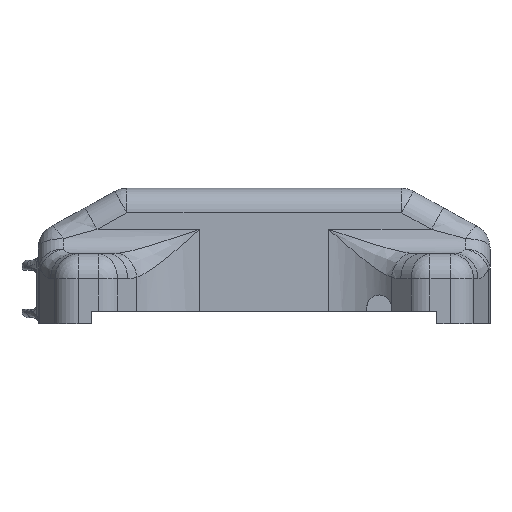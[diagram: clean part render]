
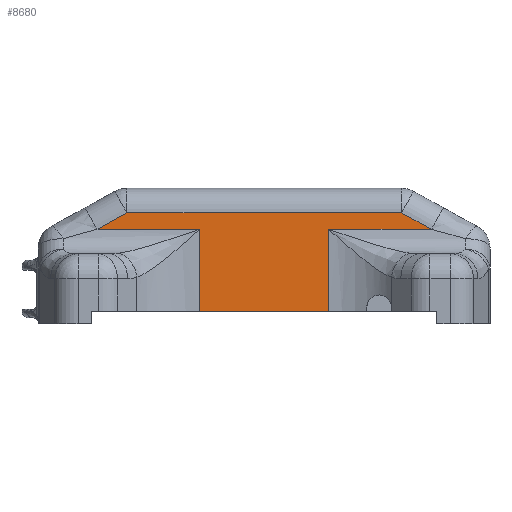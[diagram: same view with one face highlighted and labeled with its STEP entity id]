
A CAD part, front view. The second image highlights one B-rep face of the part: STEP entity #8680.
In plain terms, the highlighted planar face has unit normal (0, -1, 0).
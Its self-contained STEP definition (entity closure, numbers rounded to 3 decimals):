
#2179 = CARTESIAN_POINT ( 'NONE',  ( -17.5, -17.75, -3. ) ) ;
#2202 = DIRECTION ( 'NONE',  ( -1., 0., 0. ) ) ;
#2544 = ORIENTED_EDGE ( 'NONE', *, *, #13329, .T. ) ;
#2927 = CARTESIAN_POINT ( 'NONE',  ( 16.729, -17.75, -1. ) ) ;
#3388 = VERTEX_POINT ( 'NONE', #16385 ) ;
#3599 = CARTESIAN_POINT ( 'NONE',  ( 20.366, -17.75, -3. ) ) ;
#3783 = DIRECTION ( 'NONE',  ( 0., 0., 1. ) ) ;
#4343 = ORIENTED_EDGE ( 'NONE', *, *, #5069, .T. ) ;
#4362 = ORIENTED_EDGE ( 'NONE', *, *, #7423, .T. ) ;
#4566 = LINE ( 'NONE', #17201, #10209 ) ;
#4574 = VERTEX_POINT ( 'NONE', #9456 ) ;
#5069 = EDGE_CURVE ( 'NONE', #10595, #20826, #14097, .T. ) ;
#5233 = VECTOR ( 'NONE', #19364, 1000. ) ;
#5502 = DIRECTION ( 'NONE',  ( 0., 1., 0. ) ) ;
#5932 = EDGE_CURVE ( 'NONE', #9764, #3388, #9804, .T. ) ;
#5934 = ORIENTED_EDGE ( 'NONE', *, *, #19876, .F. ) ;
#6181 = EDGE_CURVE ( 'NONE', #12763, #9566, #22107, .T. ) ;
#6424 = ORIENTED_EDGE ( 'NONE', *, *, #5932, .T. ) ;
#7115 = ORIENTED_EDGE ( 'NONE', *, *, #20860, .T. ) ;
#7226 = PLANE ( 'NONE',  #7458 ) ;
#7230 = VERTEX_POINT ( 'NONE', #9987 ) ;
#7328 = DIRECTION ( 'NONE',  ( -0.876, 0., -0.482 ) ) ;
#7423 = EDGE_CURVE ( 'NONE', #20826, #12763, #20731, .T. ) ;
#7458 = AXIS2_PLACEMENT_3D ( 'NONE', #14028, #5502, #3783 ) ;
#7611 = VECTOR ( 'NONE', #21809, 1000. ) ;
#7852 = VECTOR ( 'NONE', #2202, 1000. ) ;
#8239 = VECTOR ( 'NONE', #21718, 1000. ) ;
#8570 = DIRECTION ( 'NONE',  ( -0.876, 0., 0.482 ) ) ;
#8680 = ADVANCED_FACE ( 'NONE', ( #10530 ), #7226, .F. ) ;
#8973 = CARTESIAN_POINT ( 'NONE',  ( -17.5, -17.75, -13. ) ) ;
#8995 = DIRECTION ( 'NONE',  ( 0., 0., -1. ) ) ;
#9031 = VECTOR ( 'NONE', #15976, 1000. ) ;
#9245 = CARTESIAN_POINT ( 'NONE',  ( -20.366, -17.75, -3. ) ) ;
#9456 = CARTESIAN_POINT ( 'NONE',  ( -7.837, -17.75, -13. ) ) ;
#9566 = VERTEX_POINT ( 'NONE', #17119 ) ;
#9764 = VERTEX_POINT ( 'NONE', #9245 ) ;
#9804 = LINE ( 'NONE', #2179, #5233 ) ;
#9987 = CARTESIAN_POINT ( 'NONE',  ( 7.837, -17.75, -13. ) ) ;
#10209 = VECTOR ( 'NONE', #7328, 1000. ) ;
#10530 = FACE_OUTER_BOUND ( 'NONE', #19930, .T. ) ;
#10595 = VERTEX_POINT ( 'NONE', #13822 ) ;
#11046 = CARTESIAN_POINT ( 'NONE',  ( 27.5, -17.75, -3. ) ) ;
#11297 = LINE ( 'NONE', #12438, #15553 ) ;
#11852 = CARTESIAN_POINT ( 'NONE',  ( 16.054, -17.75, -0.629 ) ) ;
#12438 = CARTESIAN_POINT ( 'NONE',  ( -7.837, -17.75, 2. ) ) ;
#12662 = LINE ( 'NONE', #8973, #7852 ) ;
#12763 = VERTEX_POINT ( 'NONE', #2927 ) ;
#13198 = VECTOR ( 'NONE', #8570, 1000. ) ;
#13313 = LINE ( 'NONE', #18405, #8239 ) ;
#13329 = EDGE_CURVE ( 'NONE', #7230, #10595, #13313, .T. ) ;
#13822 = CARTESIAN_POINT ( 'NONE',  ( 7.837, -17.75, -3. ) ) ;
#14028 = CARTESIAN_POINT ( 'NONE',  ( -17.5, -17.75, 2. ) ) ;
#14097 = LINE ( 'NONE', #11046, #9031 ) ;
#14876 = CARTESIAN_POINT ( 'NONE',  ( -11.275, -17.75, -1. ) ) ;
#15553 = VECTOR ( 'NONE', #8995, 1000. ) ;
#15976 = DIRECTION ( 'NONE',  ( 1., 0., 0. ) ) ;
#16385 = CARTESIAN_POINT ( 'NONE',  ( -7.837, -17.75, -3. ) ) ;
#16504 = ORIENTED_EDGE ( 'NONE', *, *, #21304, .T. ) ;
#17119 = CARTESIAN_POINT ( 'NONE',  ( -16.729, -17.75, -1. ) ) ;
#17201 = CARTESIAN_POINT ( 'NONE',  ( -24.5, -17.75, -5.274 ) ) ;
#18405 = CARTESIAN_POINT ( 'NONE',  ( 7.837, -17.75, 2. ) ) ;
#18487 = ORIENTED_EDGE ( 'NONE', *, *, #6181, .T. ) ;
#19364 = DIRECTION ( 'NONE',  ( 1., 0., 0. ) ) ;
#19876 = EDGE_CURVE ( 'NONE', #7230, #4574, #12662, .T. ) ;
#19930 = EDGE_LOOP ( 'NONE', ( #5934, #2544, #4343, #4362, #18487, #16504, #6424, #7115 ) ) ;
#20731 = LINE ( 'NONE', #11852, #13198 ) ;
#20826 = VERTEX_POINT ( 'NONE', #3599 ) ;
#20860 = EDGE_CURVE ( 'NONE', #3388, #4574, #11297, .T. ) ;
#21304 = EDGE_CURVE ( 'NONE', #9566, #9764, #4566, .T. ) ;
#21718 = DIRECTION ( 'NONE',  ( 0., 0., 1. ) ) ;
#21809 = DIRECTION ( 'NONE',  ( -1., 0., 0. ) ) ;
#22107 = LINE ( 'NONE', #14876, #7611 ) ;
